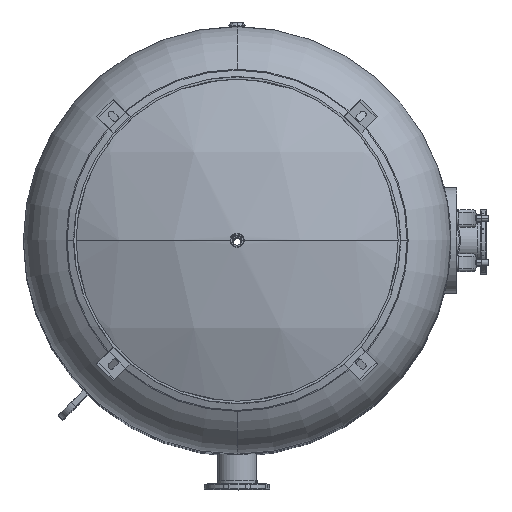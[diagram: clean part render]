
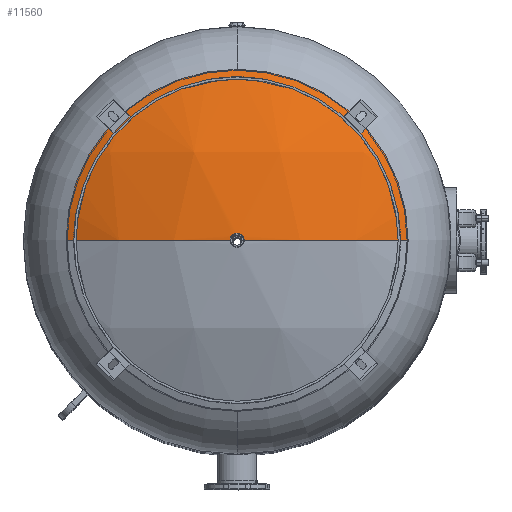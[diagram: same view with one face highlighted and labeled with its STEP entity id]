
A CAD part, top view. The second image highlights one B-rep face of the part: STEP entity #11560.
In plain terms, the highlighted spherical face has radius 1645.92 mm.
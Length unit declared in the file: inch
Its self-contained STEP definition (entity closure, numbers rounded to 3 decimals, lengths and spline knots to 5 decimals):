
#1384 = AXIS2_PLACEMENT_3D ( 'NONE', #1867, #1874, #1875 ) ;
#1513 = CIRCLE ( 'NONE', #1517, 28.8 ) ;
#1514 = CIRCLE ( 'NONE', #1515, 1.065 ) ;
#1515 = AXIS2_PLACEMENT_3D ( 'NONE', #3035, #3036, #3037 ) ;
#1517 = AXIS2_PLACEMENT_3D ( 'NONE', #3040, #3041, #3042 ) ;
#1522 = CIRCLE ( 'NONE', #1531, 28.8 ) ;
#1531 = AXIS2_PLACEMENT_3D ( 'NONE', #4353, #4355, #4357 ) ;
#1534 = CIRCLE ( 'NONE', #1537, 64.8 ) ;
#1537 = AXIS2_PLACEMENT_3D ( 'NONE', #4379, #4381, #4383 ) ;
#1867 = CARTESIAN_POINT ( 'NONE',  ( 0., 0., 47.575 ) ) ;
#1868 = FACE_OUTER_BOUND ( 'NONE', #16777, .T. ) ;
#1871 = SPHERICAL_SURFACE ( 'NONE', #1384, 64.8 ) ;
#1874 = DIRECTION ( 'NONE',  ( 0., -1., 0. ) ) ;
#1875 = DIRECTION ( 'NONE',  ( 1., 0., 0. ) ) ;
#3035 = CARTESIAN_POINT ( 'NONE',  ( 0., 0., 112.36625 ) ) ;
#3036 = DIRECTION ( 'NONE',  ( 0., 0., 1. ) ) ;
#3037 = DIRECTION ( 'NONE',  ( -1., 0., 0. ) ) ;
#3040 = CARTESIAN_POINT ( 'NONE',  ( 0., 0., 105.62326 ) ) ;
#3041 = DIRECTION ( 'NONE',  ( 0., 0., -1. ) ) ;
#3042 = DIRECTION ( 'NONE',  ( 0., 1., 0. ) ) ;
#4353 = CARTESIAN_POINT ( 'NONE',  ( 0., 0., 105.62326 ) ) ;
#4355 = DIRECTION ( 'NONE',  ( 0., 0., -1. ) ) ;
#4357 = DIRECTION ( 'NONE',  ( 0., 1., 0. ) ) ;
#4379 = CARTESIAN_POINT ( 'NONE',  ( 0., 0., 47.575 ) ) ;
#4381 = DIRECTION ( 'NONE',  ( 0., -1., 0. ) ) ;
#4383 = DIRECTION ( 'NONE',  ( 0., 0., -1. ) ) ;
#5748 = CIRCLE ( 'NONE', #5753, 64.8 ) ;
#5753 = AXIS2_PLACEMENT_3D ( 'NONE', #6037, #6038, #6039 ) ;
#6037 = CARTESIAN_POINT ( 'NONE',  ( 0., 0., 47.575 ) ) ;
#6038 = DIRECTION ( 'NONE',  ( 0., 1., 0. ) ) ;
#6039 = DIRECTION ( 'NONE',  ( 0., 0., 1. ) ) ;
#7801 = CARTESIAN_POINT ( 'NONE',  ( 1.065, 0., 112.36625 ) ) ;
#7808 = CARTESIAN_POINT ( 'NONE',  ( 0., 28.8, 105.62326 ) ) ;
#7872 = CARTESIAN_POINT ( 'NONE',  ( 28.8, 0., 105.62326 ) ) ;
#7893 = CARTESIAN_POINT ( 'NONE',  ( -1.065, 0., 112.36625 ) ) ;
#7925 = CARTESIAN_POINT ( 'NONE',  ( -28.8, 0., 105.62326 ) ) ;
#11560 = ADVANCED_FACE ( 'NONE', ( #1868 ), #1871, .T. ) ;
#11635 = EDGE_CURVE ( 'NONE', #15055, #15538, #1514, .T. ) ;
#11636 = EDGE_CURVE ( 'NONE', #15571, #15062, #1513, .T. ) ;
#11647 = EDGE_CURVE ( 'NONE', #15062, #15126, #1522, .T. ) ;
#11650 = EDGE_CURVE ( 'NONE', #15538, #15571, #1534, .T. ) ;
#13074 = ORIENTED_EDGE ( 'NONE', *, *, #11636, .F. ) ;
#13075 = ORIENTED_EDGE ( 'NONE', *, *, #11647, .F. ) ;
#13076 = ORIENTED_EDGE ( 'NONE', *, *, #14783, .T. ) ;
#13077 = ORIENTED_EDGE ( 'NONE', *, *, #11635, .F. ) ;
#13078 = ORIENTED_EDGE ( 'NONE', *, *, #11650, .F. ) ;
#14783 = EDGE_CURVE ( 'NONE', #15055, #15126, #5748, .T. ) ;
#15055 = VERTEX_POINT ( 'NONE', #7801 ) ;
#15062 = VERTEX_POINT ( 'NONE', #7808 ) ;
#15126 = VERTEX_POINT ( 'NONE', #7872 ) ;
#15538 = VERTEX_POINT ( 'NONE', #7893 ) ;
#15571 = VERTEX_POINT ( 'NONE', #7925 ) ;
#16777 = EDGE_LOOP ( 'NONE', ( #13078, #13077, #13076, #13075, #13074 ) ) ;
